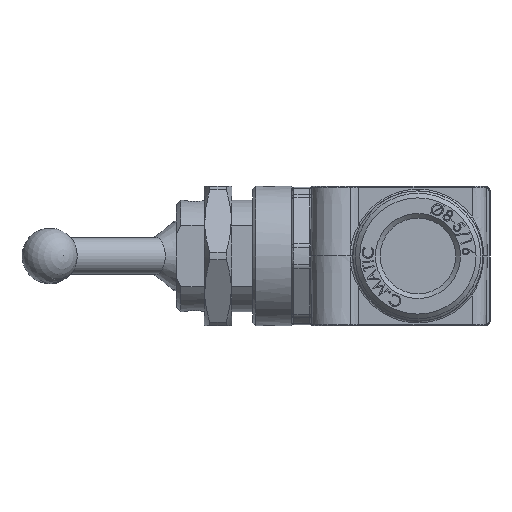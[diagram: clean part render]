
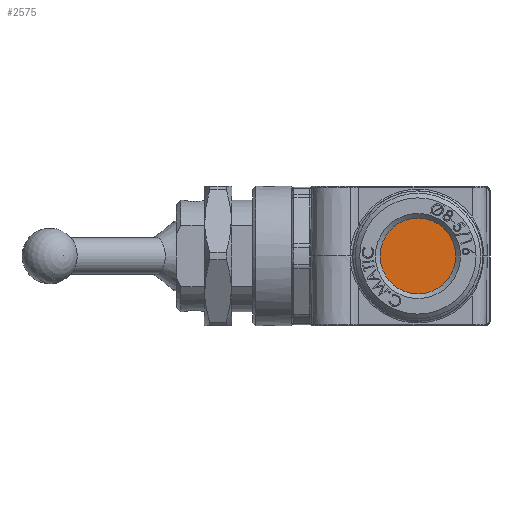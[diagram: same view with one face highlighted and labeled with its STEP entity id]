
A CAD part, left-side view. The second image highlights one B-rep face of the part: STEP entity #2575.
In plain terms, the highlighted planar face has unit normal (-1, 0, 0).
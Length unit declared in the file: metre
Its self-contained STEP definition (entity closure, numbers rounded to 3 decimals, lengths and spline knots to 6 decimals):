
#2575 = ADVANCED_FACE( 'NONE', ( #5482 ), #5483, .T. );
#5482 = FACE_OUTER_BOUND( '', #23121, .T. );
#5483 = PLANE( '', #23122 );
#23121 = EDGE_LOOP( '', ( #35531 ) );
#23122 = AXIS2_PLACEMENT_3D( '', #35532, #35533, #35534 );
#35531 = ORIENTED_EDGE( '', *, *, #40434, .F. );
#35532 = CARTESIAN_POINT( '', ( -0.01585, 0.011825, 0. ) );
#35533 = DIRECTION( '', ( -1., 0., 0. ) );
#35534 = DIRECTION( '', ( 0., 1., 0. ) );
#40434 = EDGE_CURVE( 'NONE', #45494, #45494, #45495, .T. );
#45494 = VERTEX_POINT( '', #61755 );
#45495 = CIRCLE( '', #61756, 0.004075 );
#61755 = CARTESIAN_POINT( '', ( -0.01585, 0.011825, 0. ) );
#61756 = AXIS2_PLACEMENT_3D( '', #64582, #64583, #64584 );
#64582 = CARTESIAN_POINT( '', ( -0.01585, 0.00775, 0. ) );
#64583 = DIRECTION( '', ( 1., 0., 0. ) );
#64584 = DIRECTION( '', ( 0., 1., 0. ) );
